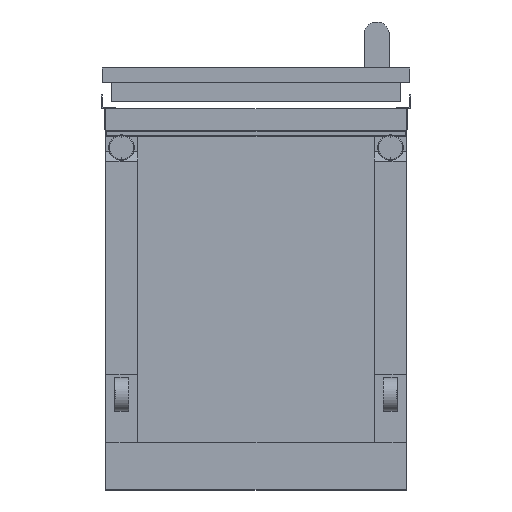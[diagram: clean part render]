
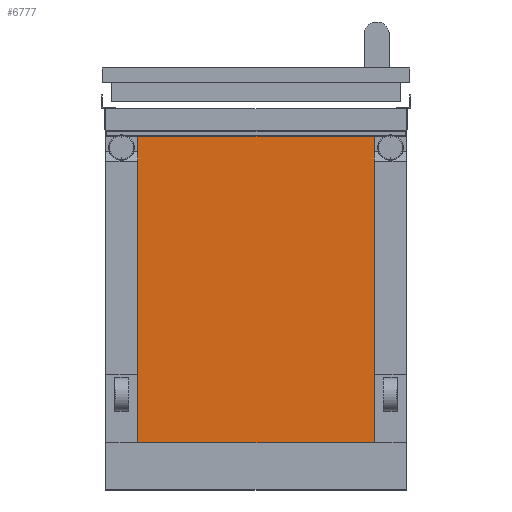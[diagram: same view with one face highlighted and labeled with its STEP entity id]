
A CAD part, front view. The second image highlights one B-rep face of the part: STEP entity #6777.
In plain terms, the highlighted planar face has unit normal (0, -1, 0).
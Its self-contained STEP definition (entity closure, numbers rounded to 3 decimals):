
#283 = LINE ( 'NONE', #376, #8231 ) ;
#376 = CARTESIAN_POINT ( 'NONE',  ( 616., -1025.85, -280. ) ) ;
#692 = ORIENTED_EDGE ( 'NONE', *, *, #9387, .F. ) ;
#781 = VERTEX_POINT ( 'NONE', #5119 ) ;
#1633 = ORIENTED_EDGE ( 'NONE', *, *, #6795, .T. ) ;
#1640 = VERTEX_POINT ( 'NONE', #5499 ) ;
#1813 = ORIENTED_EDGE ( 'NONE', *, *, #2292, .T. ) ;
#1944 = DIRECTION ( 'NONE',  ( 0., 0., 1. ) ) ;
#2145 = EDGE_LOOP ( 'NONE', ( #6028, #1813, #1633, #692 ) ) ;
#2292 = EDGE_CURVE ( 'NONE', #5065, #6716, #2497, .T. ) ;
#2497 = LINE ( 'NONE', #6523, #4109 ) ;
#3478 = CARTESIAN_POINT ( 'NONE',  ( 616., -1025.85, -280. ) ) ;
#3775 = FACE_OUTER_BOUND ( 'NONE', #2145, .T. ) ;
#3931 = DIRECTION ( 'NONE',  ( 0., 0., 1. ) ) ;
#4109 = VECTOR ( 'NONE', #4298, 1000. ) ;
#4298 = DIRECTION ( 'NONE',  ( 1., 0., 0. ) ) ;
#4720 = AXIS2_PLACEMENT_3D ( 'NONE', #3478, #8952, #9024 ) ;
#5065 = VERTEX_POINT ( 'NONE', #6500 ) ;
#5119 = CARTESIAN_POINT ( 'NONE',  ( 268., -1025.85, 240. ) ) ;
#5371 = LINE ( 'NONE', #8617, #7331 ) ;
#5499 = CARTESIAN_POINT ( 'NONE',  ( 616., -1025.85, 240. ) ) ;
#6028 = ORIENTED_EDGE ( 'NONE', *, *, #8314, .F. ) ;
#6196 = VECTOR ( 'NONE', #7637, 1000. ) ;
#6500 = CARTESIAN_POINT ( 'NONE',  ( 268., -1025.85, -210.4 ) ) ;
#6523 = CARTESIAN_POINT ( 'NONE',  ( 663., -1025.85, -210.4 ) ) ;
#6716 = VERTEX_POINT ( 'NONE', #9240 ) ;
#6777 = ADVANCED_FACE ( 'NONE', ( #3775 ), #8213, .F. ) ;
#6795 = EDGE_CURVE ( 'NONE', #6716, #1640, #283, .T. ) ;
#7331 = VECTOR ( 'NONE', #3931, 1000. ) ;
#7474 = CARTESIAN_POINT ( 'NONE',  ( 616., -1025.85, 240. ) ) ;
#7637 = DIRECTION ( 'NONE',  ( 1., 0., 0. ) ) ;
#8213 = PLANE ( 'NONE',  #4720 ) ;
#8231 = VECTOR ( 'NONE', #1944, 1000. ) ;
#8314 = EDGE_CURVE ( 'NONE', #5065, #781, #5371, .T. ) ;
#8617 = CARTESIAN_POINT ( 'NONE',  ( 268., -1025.85, -280. ) ) ;
#8933 = LINE ( 'NONE', #7474, #6196 ) ;
#8952 = DIRECTION ( 'NONE',  ( 0., 1., 0. ) ) ;
#9024 = DIRECTION ( 'NONE',  ( 0., 0., 1. ) ) ;
#9240 = CARTESIAN_POINT ( 'NONE',  ( 616., -1025.85, -210.4 ) ) ;
#9387 = EDGE_CURVE ( 'NONE', #781, #1640, #8933, .T. ) ;
